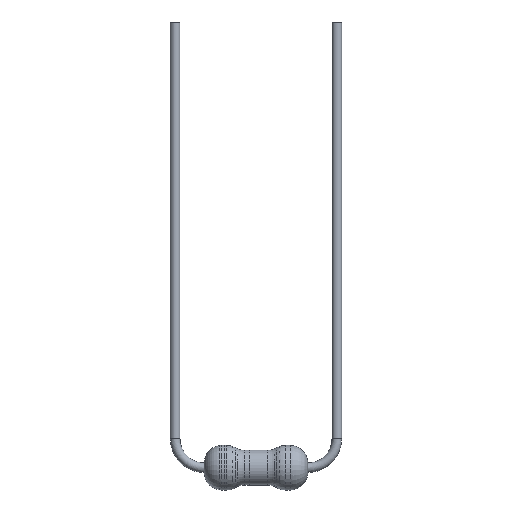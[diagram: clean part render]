
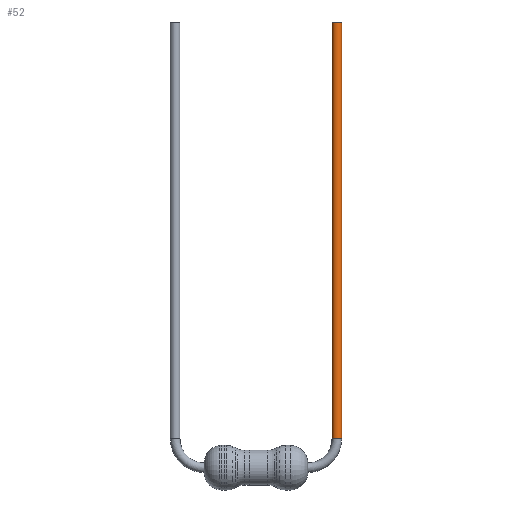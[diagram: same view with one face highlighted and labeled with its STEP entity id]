
A CAD part, front view. The second image highlights one B-rep face of the part: STEP entity #52.
In plain terms, the highlighted cylindrical face has radius 0.3 mm (diameter 0.6 mm), a partial arc.
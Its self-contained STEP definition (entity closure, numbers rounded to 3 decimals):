
#12 = VERTEX_POINT ( 'NONE', #629 ) ;
#13 = VERTEX_POINT ( 'NONE', #579 ) ;
#16 = ORIENTED_EDGE ( 'NONE', *, *, #28, .F. ) ;
#23 = ORIENTED_EDGE ( 'NONE', *, *, #128, .F. ) ;
#28 = EDGE_CURVE ( 'NONE', #129, #12, #663, .T. ) ;
#29 = EDGE_CURVE ( 'NONE', #141, #13, #607, .T. ) ;
#30 = EDGE_LOOP ( 'NONE', ( #16, #23, #49, #47 ) ) ;
#43 = EDGE_CURVE ( 'NONE', #13, #12, #638, .T. ) ;
#47 = ORIENTED_EDGE ( 'NONE', *, *, #43, .T. ) ;
#49 = ORIENTED_EDGE ( 'NONE', *, *, #29, .T. ) ;
#52 = ADVANCED_FACE ( 'NONE', ( #648 ), #525, .T. ) ;
#128 = EDGE_CURVE ( 'NONE', #141, #129, #880, .T. ) ;
#129 = VERTEX_POINT ( 'NONE', #753 ) ;
#141 = VERTEX_POINT ( 'NONE', #862 ) ;
#506 = DIRECTION ( 'NONE',  ( 1., 0., 0. ) ) ;
#507 = DIRECTION ( 'NONE',  ( 0., 0., 1. ) ) ;
#515 = CARTESIAN_POINT ( 'NONE',  ( 10.16, 0., 1.83 ) ) ;
#519 = AXIS2_PLACEMENT_3D ( 'NONE', #515, #507, #506 ) ;
#522 = DIRECTION ( 'NONE',  ( -1., 0., 0. ) ) ;
#523 = DIRECTION ( 'NONE',  ( 0., 0., -1. ) ) ;
#524 = CARTESIAN_POINT ( 'NONE',  ( 10.16, 0., 28. ) ) ;
#525 = CYLINDRICAL_SURFACE ( 'NONE', #519, 0.3 ) ;
#530 = AXIS2_PLACEMENT_3D ( 'NONE', #524, #523, #522 ) ;
#579 = CARTESIAN_POINT ( 'NONE',  ( 10.46, 0., 28. ) ) ;
#607 = LINE ( 'NONE', #654, #653 ) ;
#615 = VECTOR ( 'NONE', #656, 1000. ) ;
#629 = CARTESIAN_POINT ( 'NONE',  ( 9.86, 0., 28. ) ) ;
#638 = CIRCLE ( 'NONE', #530, 0.3 ) ;
#648 = FACE_OUTER_BOUND ( 'NONE', #30, .T. ) ;
#652 = DIRECTION ( 'NONE',  ( 0., 0., 1. ) ) ;
#653 = VECTOR ( 'NONE', #652, 1000. ) ;
#654 = CARTESIAN_POINT ( 'NONE',  ( 10.46, 0., 1.83 ) ) ;
#656 = DIRECTION ( 'NONE',  ( 0., 0., 1. ) ) ;
#662 = CARTESIAN_POINT ( 'NONE',  ( 9.86, 0., 1.83 ) ) ;
#663 = LINE ( 'NONE', #662, #615 ) ;
#753 = CARTESIAN_POINT ( 'NONE',  ( 9.86, 0., 1.83 ) ) ;
#862 = CARTESIAN_POINT ( 'NONE',  ( 10.46, 0., 1.83 ) ) ;
#876 = DIRECTION ( 'NONE',  ( -1., 0., 0. ) ) ;
#877 = DIRECTION ( 'NONE',  ( 0., 0., -1. ) ) ;
#878 = CARTESIAN_POINT ( 'NONE',  ( 10.16, 0., 1.83 ) ) ;
#879 = AXIS2_PLACEMENT_3D ( 'NONE', #878, #877, #876 ) ;
#880 = CIRCLE ( 'NONE', #879, 0.3 ) ;
